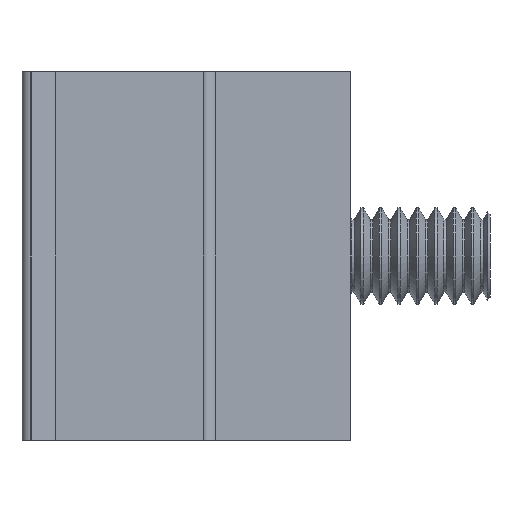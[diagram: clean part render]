
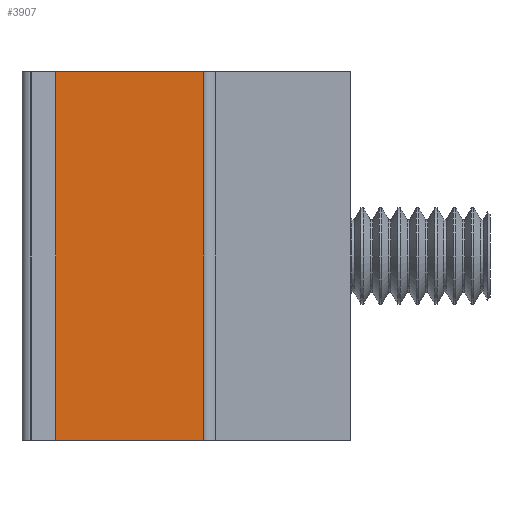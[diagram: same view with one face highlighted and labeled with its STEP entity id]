
A CAD part, left-side view. The second image highlights one B-rep face of the part: STEP entity #3907.
In plain terms, the highlighted planar face has unit normal (-1, 0, 0).
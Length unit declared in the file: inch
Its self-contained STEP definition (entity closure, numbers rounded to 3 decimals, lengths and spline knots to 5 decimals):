
#99 = VECTOR ( 'NONE', #6191, 39.37008 ) ;
#183 = ORIENTED_EDGE ( 'NONE', *, *, #3933, .F. ) ;
#908 = DIRECTION ( 'NONE',  ( 0., 1., 0. ) ) ;
#945 = VERTEX_POINT ( 'NONE', #3055 ) ;
#980 = CARTESIAN_POINT ( 'NONE',  ( -0.5625, -0.25, -0.3125 ) ) ;
#1533 = DIRECTION ( 'NONE',  ( 0., 1., 0. ) ) ;
#1645 = VERTEX_POINT ( 'NONE', #1799 ) ;
#1796 = LINE ( 'NONE', #2353, #4768 ) ;
#1799 = CARTESIAN_POINT ( 'NONE',  ( -0.5625, 0., 0.3125 ) ) ;
#1917 = PLANE ( 'NONE',  #4341 ) ;
#2004 = CARTESIAN_POINT ( 'NONE',  ( -0.5625, 0., 0.3125 ) ) ;
#2353 = CARTESIAN_POINT ( 'NONE',  ( -0.5625, -0.25, 0.3125 ) ) ;
#2546 = CARTESIAN_POINT ( 'NONE',  ( -0.5625, -0.27, -0.3125 ) ) ;
#2665 = ORIENTED_EDGE ( 'NONE', *, *, #6100, .F. ) ;
#2778 = EDGE_CURVE ( 'NONE', #1645, #3049, #4657, .T. ) ;
#2869 = CARTESIAN_POINT ( 'NONE',  ( -0.5625, 0., -0.3125 ) ) ;
#2909 = DIRECTION ( 'NONE',  ( 1., 0., 0. ) ) ;
#3049 = VERTEX_POINT ( 'NONE', #2869 ) ;
#3055 = CARTESIAN_POINT ( 'NONE',  ( -0.5625, -0.25, 0.3125 ) ) ;
#3705 = ORIENTED_EDGE ( 'NONE', *, *, #5554, .T. ) ;
#3907 = ADVANCED_FACE ( 'NONE', ( #5517 ), #1917, .F. ) ;
#3933 = EDGE_CURVE ( 'NONE', #945, #4311, #1796, .T. ) ;
#4021 = CARTESIAN_POINT ( 'NONE',  ( -0.5625, -0.25, 0.3125 ) ) ;
#4311 = VERTEX_POINT ( 'NONE', #980 ) ;
#4341 = AXIS2_PLACEMENT_3D ( 'NONE', #4021, #2909, #6095 ) ;
#4401 = EDGE_LOOP ( 'NONE', ( #183, #3705, #6699, #2665 ) ) ;
#4657 = LINE ( 'NONE', #2004, #99 ) ;
#4674 = CARTESIAN_POINT ( 'NONE',  ( -0.5625, -0.27, 0.3125 ) ) ;
#4768 = VECTOR ( 'NONE', #5867, 39.37008 ) ;
#5517 = FACE_OUTER_BOUND ( 'NONE', #4401, .T. ) ;
#5554 = EDGE_CURVE ( 'NONE', #945, #1645, #5819, .T. ) ;
#5600 = LINE ( 'NONE', #2546, #6009 ) ;
#5819 = LINE ( 'NONE', #4674, #6324 ) ;
#5867 = DIRECTION ( 'NONE',  ( 0., 0., -1. ) ) ;
#6009 = VECTOR ( 'NONE', #908, 39.37008 ) ;
#6095 = DIRECTION ( 'NONE',  ( 0., 0., -1. ) ) ;
#6100 = EDGE_CURVE ( 'NONE', #4311, #3049, #5600, .T. ) ;
#6191 = DIRECTION ( 'NONE',  ( 0., 0., -1. ) ) ;
#6324 = VECTOR ( 'NONE', #1533, 39.37008 ) ;
#6699 = ORIENTED_EDGE ( 'NONE', *, *, #2778, .T. ) ;
